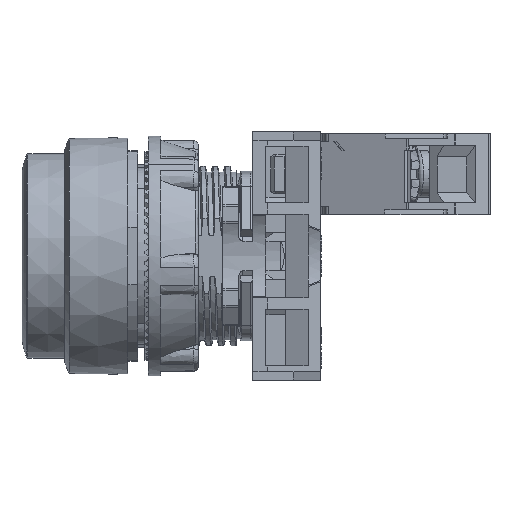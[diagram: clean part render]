
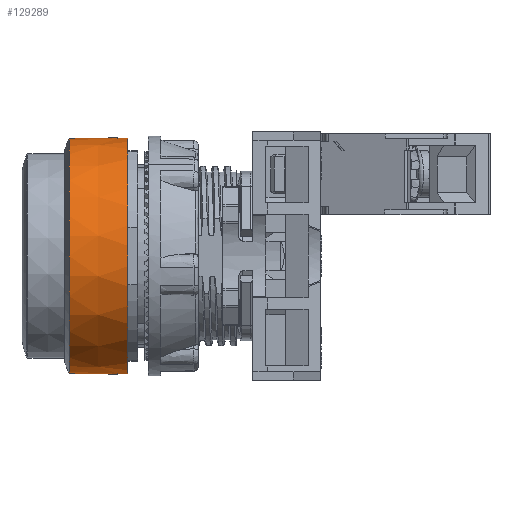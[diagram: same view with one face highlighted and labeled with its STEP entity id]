
A CAD part, left-side view. The second image highlights one B-rep face of the part: STEP entity #129289.
In plain terms, the highlighted conical face has half-angle 0.754 degrees and reference radius 14.253 mm.
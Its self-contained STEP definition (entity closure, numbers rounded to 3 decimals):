
#103304=CARTESIAN_POINT('',(0.,18.8,0.));
#103305=DIRECTION('',(0.,1.,0.));
#103306=DIRECTION('',(0.996,0.,-0.087));
#103307=AXIS2_PLACEMENT_3D('',#103304,#103305,#103306);
#103613=CARTESIAN_POINT('',(14.238,20.,-1.15));
#103614=CARTESIAN_POINT('',(14.24,19.6,
-1.183));
#103615=CARTESIAN_POINT('',(14.243,19.2,
-1.217));
#103616=CARTESIAN_POINT('',(14.245,18.8,-1.25));
#103668=DIRECTION('',(-0.013,-1.,
0.));
#103669=VECTOR('',#103668,5.901);
#103670=CARTESIAN_POINT('',(-14.207,25.9,
0.));
#103671=LINE('',#103670,#103669);
#103824=CARTESIAN_POINT('',(0.,25.9,
0.));
#103825=DIRECTION('',(0.,1.,0.));
#103826=DIRECTION('',(1.,0.,0.));
#103827=AXIS2_PLACEMENT_3D('',#103824,#103825,#103826);
#103829=DIRECTION('',(0.013,-1.,0.));
#103830=VECTOR('',#103829,5.901);
#103831=CARTESIAN_POINT('',(14.207,25.9,
0.));
#103832=LINE('',#103831,#103830);
#103833=CARTESIAN_POINT('',(0.,20.,0.));
#103834=DIRECTION('',(0.,1.,0.));
#103835=DIRECTION('',(1.,0.,0.));
#103836=AXIS2_PLACEMENT_3D('',#103833,#103834,#103835);
#103856=CARTESIAN_POINT('',(0.,20.,0.));
#103857=DIRECTION('',(0.,1.,0.));
#103858=DIRECTION('',(-0.997,0.,-0.081));
#103859=AXIS2_PLACEMENT_3D('',#103856,#103857,#103858);
#103933=CARTESIAN_POINT('',(-14.245,18.8,-1.25));
#103934=CARTESIAN_POINT('',(-14.243,19.2,
-1.217));
#103935=CARTESIAN_POINT('',(-14.24,19.6,
-1.183));
#103936=CARTESIAN_POINT('',(-14.238,20.,-1.15));
#111284=VERTEX_POINT('',#103613);
#111285=VERTEX_POINT('',#103616);
#111286=CARTESIAN_POINT('',(14.284,20.,0.));
#111287=VERTEX_POINT('',#111286);
#111288=CARTESIAN_POINT('',(-14.238,20.,-1.15));
#111289=CARTESIAN_POINT('',(-14.284,20.,0.));
#111290=VERTEX_POINT('',#111288);
#111291=VERTEX_POINT('',#111289);
#111292=VERTEX_POINT('',#103933);
#111303=CARTESIAN_POINT('',(-14.207,25.9,
0.));
#111304=CARTESIAN_POINT('',(14.207,25.9,
0.));
#111305=VERTEX_POINT('',#111303);
#111306=VERTEX_POINT('',#111304);
#129271=CARTESIAN_POINT('',(0.,22.35,
0.));
#129272=DIRECTION('',(0.,-1.,0.));
#129273=DIRECTION('',(0.,0.,-1.));
#129274=AXIS2_PLACEMENT_3D('',#129271,#129272,#129273);
#129275=CONICAL_SURFACE('',#129274,14.253,0.754);
#129276=ORIENTED_EDGE('',*,*,#129258,.T.);
#129277=ORIENTED_EDGE('',*,*,#128869,.T.);
#129279=ORIENTED_EDGE('',*,*,#129278,.F.);
#129281=ORIENTED_EDGE('',*,*,#129280,.F.);
#129282=ORIENTED_EDGE('',*,*,#128345,.F.);
#129283=ORIENTED_EDGE('',*,*,#128794,.F.);
#129285=ORIENTED_EDGE('',*,*,#129284,.F.);
#129286=ORIENTED_EDGE('',*,*,#128859,.F.);
#129287=EDGE_LOOP('',(#129276,#129277,#129279,#129281,#129282,#129283,#129285,
#129286));
#129288=FACE_OUTER_BOUND('',#129287,.F.);
#103308=CIRCLE('',#103307,14.3);
#103617=B_SPLINE_CURVE_WITH_KNOTS('',3,(#103613,#103614,#103615,#103616),
.UNSPECIFIED.,.F.,.F.,(4,4),(0.,1.),.UNSPECIFIED.);
#103828=CIRCLE('',#103827,14.207);
#103837=CIRCLE('',#103836,14.284);
#103860=CIRCLE('',#103859,14.284);
#103937=B_SPLINE_CURVE_WITH_KNOTS('',3,(#103933,#103934,#103935,#103936),
.UNSPECIFIED.,.F.,.F.,(4,4),(0.,1.),.UNSPECIFIED.);
#128345=EDGE_CURVE('',#111285,#111292,#103308,.T.);
#128794=EDGE_CURVE('',#111284,#111285,#103617,.T.);
#128859=EDGE_CURVE('',#111306,#111287,#103832,.T.);
#128869=EDGE_CURVE('',#111305,#111291,#103671,.T.);
#129258=EDGE_CURVE('',#111306,#111305,#103828,.T.);
#129278=EDGE_CURVE('',#111290,#111291,#103860,.T.);
#129280=EDGE_CURVE('',#111292,#111290,#103937,.T.);
#129284=EDGE_CURVE('',#111287,#111284,#103837,.T.);
#129289=ADVANCED_FACE('',(#129288),#129275,.T.);
